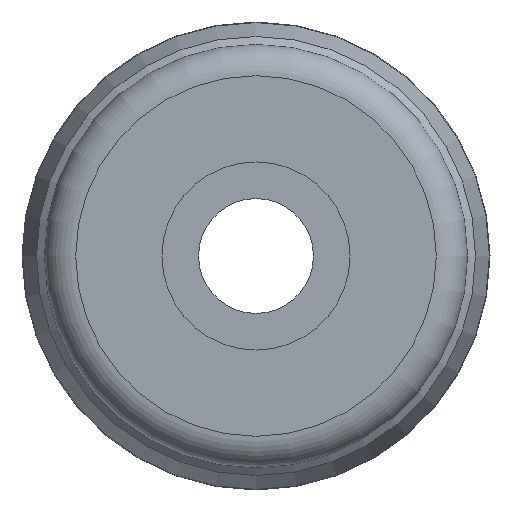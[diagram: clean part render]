
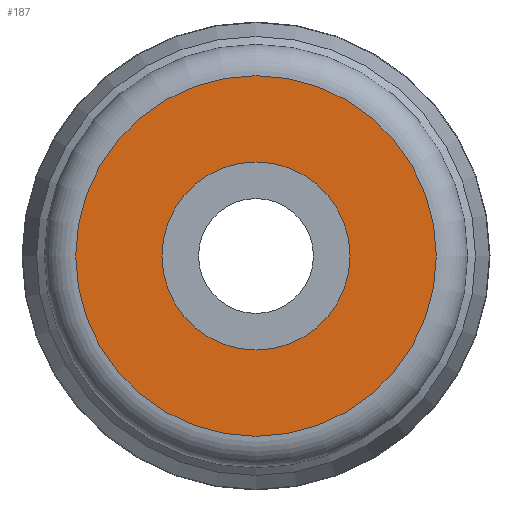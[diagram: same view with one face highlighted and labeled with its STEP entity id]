
A CAD part, front view. The second image highlights one B-rep face of the part: STEP entity #187.
In plain terms, the highlighted planar face has unit normal (0, -1, 0).
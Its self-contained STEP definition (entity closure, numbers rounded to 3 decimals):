
#18=PLANE('',#231);
#32=FACE_BOUND('',#70,.T.);
#47=FACE_OUTER_BOUND('',#69,.T.);
#69=EDGE_LOOP('',(#144));
#70=EDGE_LOOP('',(#145));
#92=CIRCLE('',#229,17.25);
#94=CIRCLE('',#232,9.);
#107=VERTEX_POINT('',#329);
#109=VERTEX_POINT('',#334);
#122=EDGE_CURVE('',#107,#107,#92,.T.);
#124=EDGE_CURVE('',#109,#109,#94,.T.);
#144=ORIENTED_EDGE('',*,*,#122,.F.);
#145=ORIENTED_EDGE('',*,*,#124,.T.);
#187=ADVANCED_FACE('',(#47,#32),#18,.T.);
#229=AXIS2_PLACEMENT_3D('',#330,#275,#276);
#231=AXIS2_PLACEMENT_3D('',#333,#279,#280);
#232=AXIS2_PLACEMENT_3D('',#335,#281,#282);
#275=DIRECTION('center_axis',(0.,1.,0.));
#276=DIRECTION('ref_axis',(1.,0.,0.));
#279=DIRECTION('center_axis',(0.,-1.,0.));
#280=DIRECTION('ref_axis',(0.,0.,-1.));
#281=DIRECTION('center_axis',(0.,1.,0.));
#282=DIRECTION('ref_axis',(1.,0.,0.));
#329=CARTESIAN_POINT('',(-17.25,0.,0.));
#330=CARTESIAN_POINT('Origin',(0.,0.,
0.));
#333=CARTESIAN_POINT('Origin',(-20.25,0.,0.));
#334=CARTESIAN_POINT('',(-9.,0.,0.));
#335=CARTESIAN_POINT('Origin',(0.,0.,0.));
